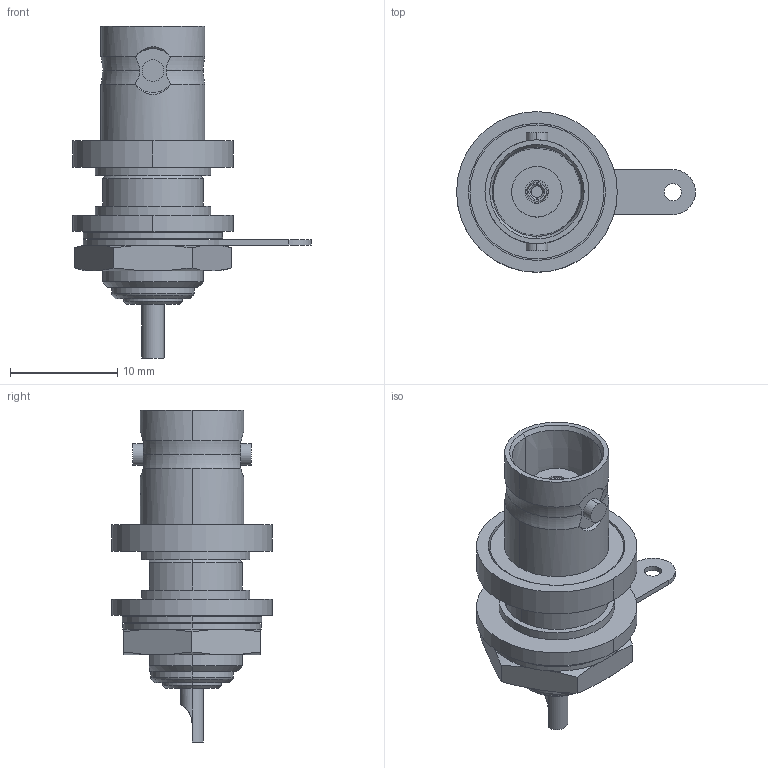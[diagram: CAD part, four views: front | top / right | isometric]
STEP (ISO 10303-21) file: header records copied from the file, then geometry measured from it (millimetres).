
FILE_DESCRIPTION (( 'STEP AP214' ), '1' );
FILE_NAME ('J01001C1222.STEP', '2018-02-19T14:54:05', ( '' ), ( '' ), 'SwSTEP 2.0', 'SolidWorks 2017', '' );
FILE_SCHEMA (( 'AUTOMOTIVE_DESIGN' ));
Length unit declared in the file: millimetre
Products named in the file (1): J01001C1222
Bounding box: 22.3 x 15 x 31 mm (x, y, z)
Volume: 2135.7 mm3; surface area: 2590.5 mm2
Topology: 3 solids, 3 shells, 282 faces, 687 edges, 432 vertices
Faces by surface type: plane 127, cylinder 67, cone 44, bspline 36, torus 8
Entity records: 11980 total; most frequent: CARTESIAN_POINT 2504, ORIENTED_EDGE 1370, DIRECTION 1221, EDGE_CURVE 685, AXIS2_PLACEMENT_3D 433, VERTEX_POINT 432, LINE 355, VECTOR 355
